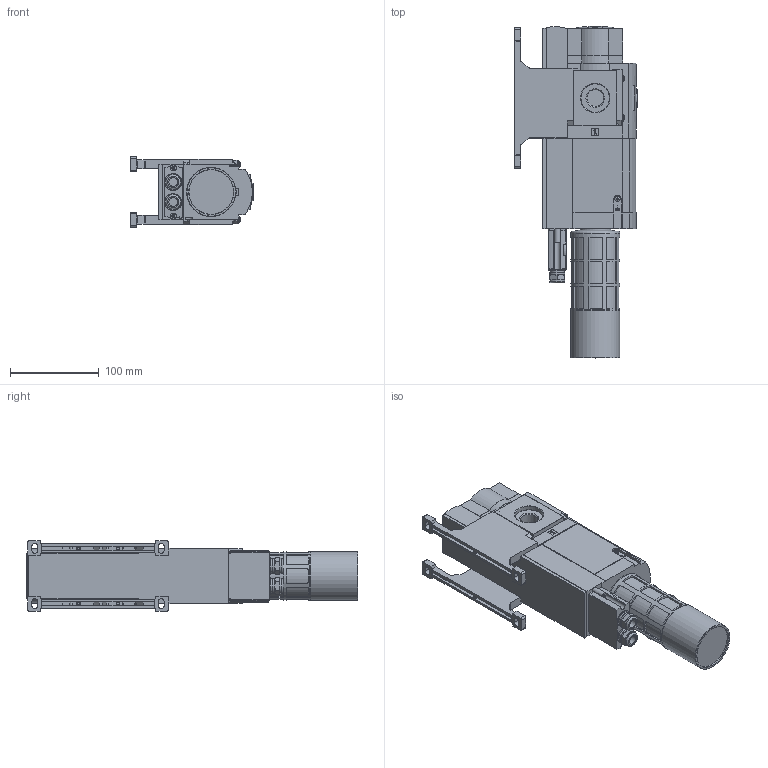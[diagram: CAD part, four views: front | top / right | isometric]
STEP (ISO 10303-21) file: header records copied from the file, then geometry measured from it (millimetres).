
FILE_DESCRIPTION(/* description */ ('STEP AP214'),/* implementation_level */ '2;1');
FILE_NAME(/* name */ '611497_MS6-SV-1_2-E-10V24-SO-A4-MP1-WPB-UL1',/* time_stamp */ '2024-09-11T15:29:50+02:00',/* author */ ('License CC BY-ND 4.0'),/* organization */ ('CADENAS'),/* preprocessor_version */ 'ST-DEVELOPER v19.3',/* originating_system */ 'PARTsolutions',/* authorisation */ ' ');
FILE_SCHEMA (('AUTOMOTIVE_DESIGN {1 0 10303 214 3 1 1}'));
Length unit declared in the file: millimetre
Products named in the file (7): 611497 MS6-SV-1/2-E-10V24-SO-A4-MP1-WPB-UL1; 548713 MS6-SV-1/2-E-10V24-SO-A4-MP1-WPB0D; 8134994 MS6-MV-B---(0_p); 526074 MS6-WPB---(w); 535408 MS6-AEND1---(g); 552252 UOS-1; 548719 NECA-S1G9-P9-MP1
Assembly tree (9 placements, depth 2):
  611497 MS6-SV-1/2-E-10V24-SO-A4-MP1-WPB-UL1
    548713 MS6-SV-1/2-E-10V24-SO-A4-MP1-WPB0D
    8134994 MS6-MV-B---(0_p)  x2
    526074 MS6-WPB---(w)  x2
    535408 MS6-AEND1---(g)  x2
    552252 UOS-1
    548719 NECA-S1G9-P9-MP1
Bounding box: 138.2 x 373.08 x 79 mm (x, y, z)
Volume: 1758194.8 mm3; surface area: 213977.5 mm2
Topology: 9 solids, 9 shells, 1288 faces, 3399 edges, 2237 vertices
Faces by surface type: plane 803, cylinder 407, cone 64, torus 10, sphere 4
Full cylindrical faces by diameter (mm): 1 x18, 2.459 x3, 3.2 x2, 3.242 x4, 3.4 x4, 4 x4, 4.6 x4, 5.5 x3, 6 x2, 7.6 x4, 7.8 x4, 10 x2, 11.445 x1, 16 x3, 16.9 x4, 18.631 x2, 19 x2, 20 x1, 27.5 x1, 29.6 x1, 30.291 x1, 32 x2, 34.6 x1, 35 x1, 50 x1, 55 x1, 55.1 x1
Entity records: 39618 total; most frequent: CARTESIAN_POINT 6904, ORIENTED_EDGE 5366, DIRECTION 5149, EDGE_CURVE 2683, VERTEX_POINT 1826, LINE 1729, VECTOR 1729, AXIS2_PLACEMENT_3D 1710
